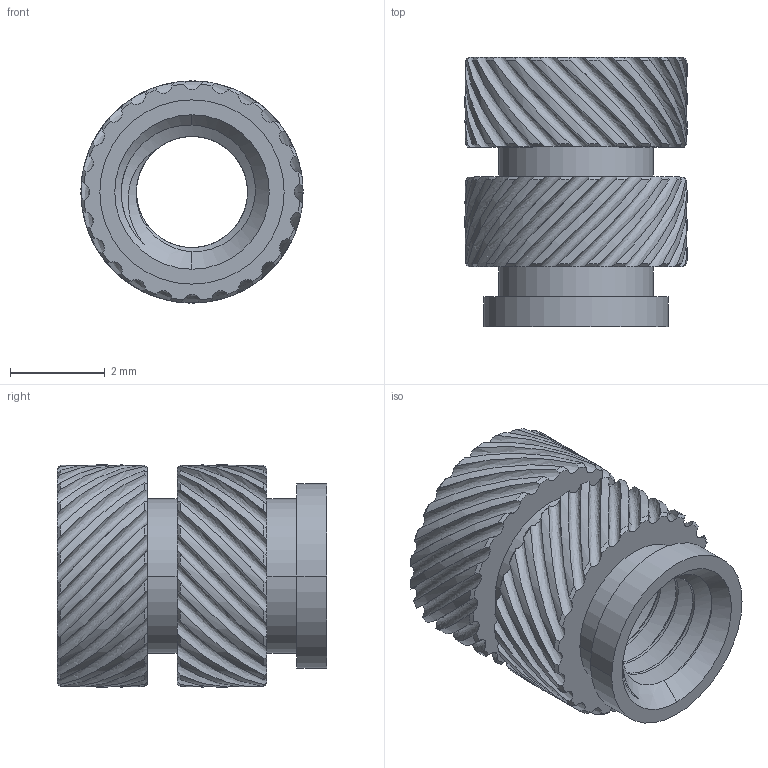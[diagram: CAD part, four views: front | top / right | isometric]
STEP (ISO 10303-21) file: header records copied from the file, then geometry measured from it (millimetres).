
FILE_DESCRIPTION (( 'STEP AP203' ), '1' );
FILE_NAME ('94459A140.STEP', '2018-05-15T13:51:05', ( '' ), ( '' ), 'SwSTEP 2.0', 'SolidWorks 2014', '' );
FILE_SCHEMA (( 'CONFIG_CONTROL_DESIGN' ));
Length unit declared in the file: millimetre
Products named in the file (1): 94459A140
Bounding box: 4.7 x 5.7 x 4.7 mm (x, y, z)
Volume: 45 mm3; surface area: 223.8 mm2
Topology: 1 solids, 1 shells, 239 faces, 702 edges, 469 vertices
Faces by surface type: cone 100, cylinder 82, bspline 51, plane 6
Entity records: 16832 total; most frequent: CARTESIAN_POINT 11322, ORIENTED_EDGE 1404, DIRECTION 931, EDGE_CURVE 702, VERTEX_POINT 469, AXIS2_PLACEMENT_3D 447, CIRCLE 258, EDGE_LOOP 245
